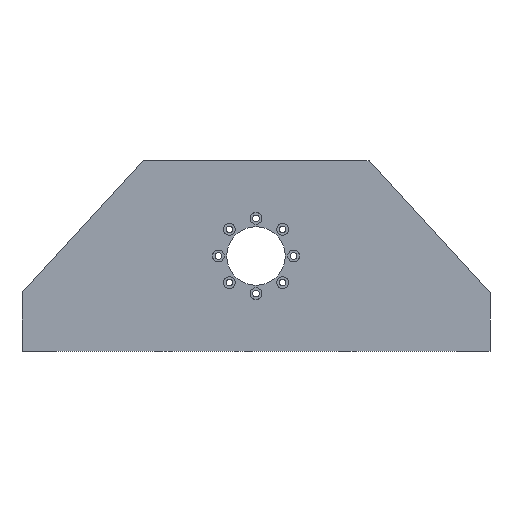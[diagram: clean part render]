
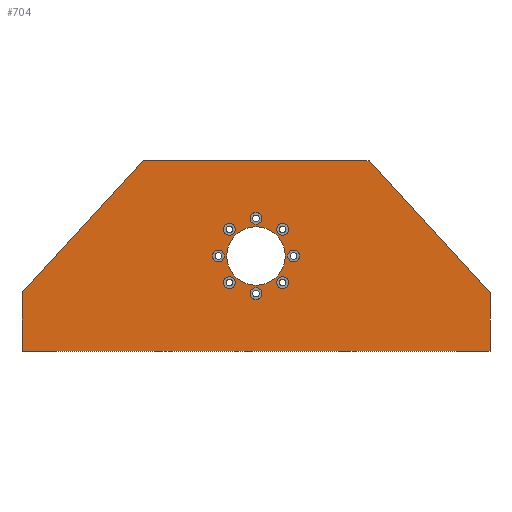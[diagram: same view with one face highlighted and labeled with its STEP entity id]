
A CAD part, front view. The second image highlights one B-rep face of the part: STEP entity #704.
In plain terms, the highlighted planar face has unit normal (0, -1, 0).
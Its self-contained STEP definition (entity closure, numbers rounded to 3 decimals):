
#37=FACE_BOUND('',#176,.T.);
#38=FACE_BOUND('',#177,.T.);
#39=FACE_BOUND('',#178,.T.);
#40=FACE_BOUND('',#179,.T.);
#41=FACE_BOUND('',#180,.T.);
#42=FACE_BOUND('',#181,.T.);
#43=FACE_BOUND('',#182,.T.);
#44=FACE_BOUND('',#183,.T.);
#45=FACE_BOUND('',#184,.T.);
#67=PLANE('',#810);
#112=FACE_OUTER_BOUND('',#175,.T.);
#175=EDGE_LOOP('',(#600,#601,#602,#603,#604,#605));
#176=EDGE_LOOP('',(#606));
#177=EDGE_LOOP('',(#607));
#178=EDGE_LOOP('',(#608));
#179=EDGE_LOOP('',(#609));
#180=EDGE_LOOP('',(#610));
#181=EDGE_LOOP('',(#611));
#182=EDGE_LOOP('',(#612));
#183=EDGE_LOOP('',(#613));
#184=EDGE_LOOP('',(#614));
#218=LINE('',#1203,#259);
#222=LINE('',#1212,#263);
#226=LINE('',#1220,#267);
#227=LINE('',#1222,#268);
#228=LINE('',#1223,#269);
#229=LINE('',#1224,#270);
#259=VECTOR('',#1012,10.);
#263=VECTOR('',#1018,10.);
#267=VECTOR('',#1024,10.);
#268=VECTOR('',#1025,10.);
#269=VECTOR('',#1026,10.);
#270=VECTOR('',#1027,10.);
#277=CIRCLE('',#726,3.5);
#280=CIRCLE('',#731,3.5);
#283=CIRCLE('',#736,3.5);
#286=CIRCLE('',#741,3.5);
#289=CIRCLE('',#746,3.5);
#292=CIRCLE('',#751,3.5);
#295=CIRCLE('',#756,3.5);
#298=CIRCLE('',#761,3.5);
#320=CIRCLE('',#803,17.5);
#323=VERTEX_POINT('',#1049);
#326=VERTEX_POINT('',#1058);
#329=VERTEX_POINT('',#1067);
#332=VERTEX_POINT('',#1076);
#335=VERTEX_POINT('',#1085);
#338=VERTEX_POINT('',#1094);
#341=VERTEX_POINT('',#1103);
#344=VERTEX_POINT('',#1112);
#366=VERTEX_POINT('',#1190);
#369=VERTEX_POINT('',#1201);
#370=VERTEX_POINT('',#1202);
#373=VERTEX_POINT('',#1210);
#374=VERTEX_POINT('',#1211);
#377=VERTEX_POINT('',#1219);
#378=VERTEX_POINT('',#1221);
#381=EDGE_CURVE('',#323,#323,#277,.T.);
#385=EDGE_CURVE('',#326,#326,#280,.T.);
#389=EDGE_CURVE('',#329,#329,#283,.T.);
#393=EDGE_CURVE('',#332,#332,#286,.T.);
#397=EDGE_CURVE('',#335,#335,#289,.T.);
#401=EDGE_CURVE('',#338,#338,#292,.T.);
#405=EDGE_CURVE('',#341,#341,#295,.T.);
#409=EDGE_CURVE('',#344,#344,#298,.T.);
#446=EDGE_CURVE('',#366,#366,#320,.T.);
#450=EDGE_CURVE('',#369,#370,#218,.T.);
#454=EDGE_CURVE('',#373,#374,#222,.T.);
#458=EDGE_CURVE('',#377,#370,#226,.T.);
#459=EDGE_CURVE('',#377,#378,#227,.T.);
#460=EDGE_CURVE('',#378,#373,#228,.T.);
#461=EDGE_CURVE('',#369,#374,#229,.T.);
#600=ORIENTED_EDGE('',*,*,#450,.T.);
#601=ORIENTED_EDGE('',*,*,#458,.F.);
#602=ORIENTED_EDGE('',*,*,#459,.T.);
#603=ORIENTED_EDGE('',*,*,#460,.T.);
#604=ORIENTED_EDGE('',*,*,#454,.T.);
#605=ORIENTED_EDGE('',*,*,#461,.F.);
#606=ORIENTED_EDGE('',*,*,#381,.T.);
#607=ORIENTED_EDGE('',*,*,#385,.T.);
#608=ORIENTED_EDGE('',*,*,#389,.T.);
#609=ORIENTED_EDGE('',*,*,#393,.T.);
#610=ORIENTED_EDGE('',*,*,#397,.T.);
#611=ORIENTED_EDGE('',*,*,#401,.T.);
#612=ORIENTED_EDGE('',*,*,#405,.T.);
#613=ORIENTED_EDGE('',*,*,#409,.T.);
#614=ORIENTED_EDGE('',*,*,#446,.T.);
#704=ADVANCED_FACE('',(#112,#37,#38,#39,#40,#41,#42,#43,#44,#45),#67,.T.);
#726=AXIS2_PLACEMENT_3D('',#1050,#823,#824);
#731=AXIS2_PLACEMENT_3D('',#1059,#834,#835);
#736=AXIS2_PLACEMENT_3D('',#1068,#845,#846);
#741=AXIS2_PLACEMENT_3D('',#1077,#856,#857);
#746=AXIS2_PLACEMENT_3D('',#1086,#867,#868);
#751=AXIS2_PLACEMENT_3D('',#1095,#878,#879);
#756=AXIS2_PLACEMENT_3D('',#1104,#889,#890);
#761=AXIS2_PLACEMENT_3D('',#1113,#900,#901);
#803=AXIS2_PLACEMENT_3D('',#1192,#999,#1000);
#810=AXIS2_PLACEMENT_3D('',#1218,#1022,#1023);
#823=DIRECTION('center_axis',(0.,1.,0.));
#824=DIRECTION('ref_axis',(1.,0.,0.));
#834=DIRECTION('center_axis',(0.,1.,0.));
#835=DIRECTION('ref_axis',(1.,0.,0.));
#845=DIRECTION('center_axis',(0.,1.,0.));
#846=DIRECTION('ref_axis',(1.,0.,0.));
#856=DIRECTION('center_axis',(0.,1.,0.));
#857=DIRECTION('ref_axis',(1.,0.,0.));
#867=DIRECTION('center_axis',(0.,1.,0.));
#868=DIRECTION('ref_axis',(1.,0.,0.));
#878=DIRECTION('center_axis',(0.,1.,0.));
#879=DIRECTION('ref_axis',(1.,0.,0.));
#889=DIRECTION('center_axis',(0.,1.,0.));
#890=DIRECTION('ref_axis',(1.,0.,0.));
#900=DIRECTION('center_axis',(0.,1.,0.));
#901=DIRECTION('ref_axis',(1.,0.,0.));
#999=DIRECTION('center_axis',(0.,1.,0.));
#1000=DIRECTION('ref_axis',(-1.,0.,0.));
#1012=DIRECTION('',(-0.677,0.,-0.736));
#1018=DIRECTION('',(-0.676,0.,0.737));
#1022=DIRECTION('center_axis',(0.,-1.,0.));
#1023=DIRECTION('ref_axis',(1.,0.,0.));
#1024=DIRECTION('',(0.,0.,1.));
#1025=DIRECTION('',(1.,0.,0.));
#1026=DIRECTION('',(0.,0.,1.));
#1027=DIRECTION('',(1.,0.,0.));
#1049=CARTESIAN_POINT('',(20.59,334.,24.09));
#1050=CARTESIAN_POINT('Origin',(24.09,334.,24.09));
#1058=CARTESIAN_POINT('',(52.41,334.,55.91));
#1059=CARTESIAN_POINT('Origin',(55.91,334.,55.91));
#1067=CARTESIAN_POINT('',(59.,334.,40.));
#1068=CARTESIAN_POINT('Origin',(62.5,334.,40.));
#1076=CARTESIAN_POINT('',(14.,334.,40.));
#1077=CARTESIAN_POINT('Origin',(17.5,334.,40.));
#1085=CARTESIAN_POINT('',(36.5,334.,17.5));
#1086=CARTESIAN_POINT('Origin',(40.,334.,17.5));
#1094=CARTESIAN_POINT('',(36.5,334.,62.5));
#1095=CARTESIAN_POINT('Origin',(40.,334.,62.5));
#1103=CARTESIAN_POINT('',(52.41,334.,24.09));
#1104=CARTESIAN_POINT('Origin',(55.91,334.,24.09));
#1112=CARTESIAN_POINT('',(20.59,334.,55.91));
#1113=CARTESIAN_POINT('Origin',(24.09,334.,55.91));
#1190=CARTESIAN_POINT('',(57.5,334.,40.));
#1192=CARTESIAN_POINT('Origin',(40.,334.,40.));
#1201=CARTESIAN_POINT('',(-27.39,334.,97.));
#1202=CARTESIAN_POINT('',(-100.,334.,18.));
#1203=CARTESIAN_POINT('',(-108.719,334.,8.514));
#1210=CARTESIAN_POINT('',(180.,334.,18.));
#1211=CARTESIAN_POINT('',(107.61,334.,97.));
#1212=CARTESIAN_POINT('',(88.622,334.,117.721));
#1218=CARTESIAN_POINT('Origin',(-100.,334.,-17.));
#1219=CARTESIAN_POINT('',(-100.,334.,-17.));
#1220=CARTESIAN_POINT('',(-100.,334.,-17.));
#1221=CARTESIAN_POINT('',(180.,334.,-17.));
#1222=CARTESIAN_POINT('',(-100.,334.,-17.));
#1223=CARTESIAN_POINT('',(180.,334.,-17.));
#1224=CARTESIAN_POINT('',(-100.,334.,97.));
